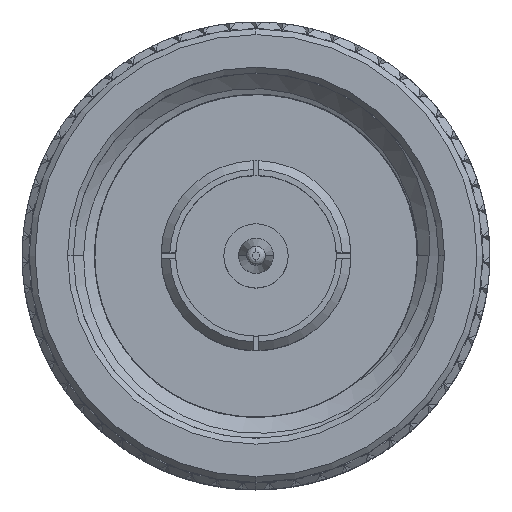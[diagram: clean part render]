
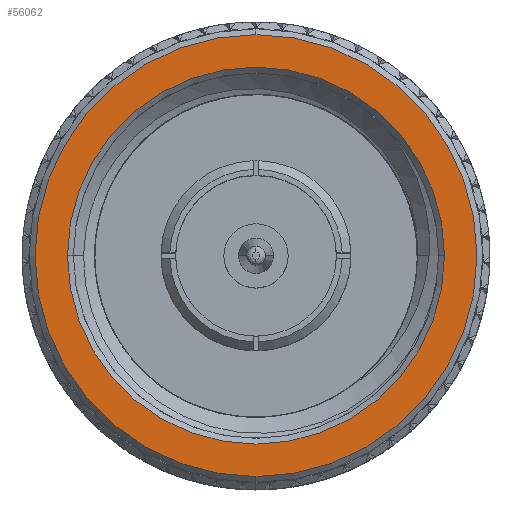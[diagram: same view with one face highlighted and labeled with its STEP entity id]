
A CAD part, top view. The second image highlights one B-rep face of the part: STEP entity #56062.
In plain terms, the highlighted face is planar.
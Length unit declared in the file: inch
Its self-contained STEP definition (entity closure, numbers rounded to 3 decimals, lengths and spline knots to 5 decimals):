
#912 = DIRECTION ( 'NONE',  ( -1., 0., 0. ) ) ;
#1434 = PLANE ( 'NONE',  #88508 ) ;
#2316 = CIRCLE ( 'NONE', #30985, 0.37809 ) ;
#2909 = CARTESIAN_POINT ( 'NONE',  ( 0., 0., 0. ) ) ;
#4798 = AXIS2_PLACEMENT_3D ( 'NONE', #23055, #13646, #59958 ) ;
#8695 = EDGE_CURVE ( 'NONE', #87916, #79419, #49365, .T. ) ;
#13646 = DIRECTION ( 'NONE',  ( 1., 0., 0. ) ) ;
#13948 = CARTESIAN_POINT ( 'NONE',  ( 0., -0.37809, 0. ) ) ;
#16015 = CARTESIAN_POINT ( 'NONE',  ( 0., 0., 0. ) ) ;
#18895 = EDGE_LOOP ( 'NONE', ( #64016, #85296 ) ) ;
#23055 = CARTESIAN_POINT ( 'NONE',  ( 0., 0., 0. ) ) ;
#23484 = CARTESIAN_POINT ( 'NONE',  ( 0., 0., -0.3225 ) ) ;
#23880 = FACE_BOUND ( 'NONE', #18895, .T. ) ;
#30985 = AXIS2_PLACEMENT_3D ( 'NONE', #16015, #54349, #77802 ) ;
#31859 = DIRECTION ( 'NONE',  ( 0., -1., 0. ) ) ;
#32721 = EDGE_LOOP ( 'NONE', ( #50448, #97836 ) ) ;
#34364 = CIRCLE ( 'NONE', #56652, 0.37809 ) ;
#41723 = DIRECTION ( 'NONE',  ( -1., 0., 0. ) ) ;
#47475 = EDGE_CURVE ( 'NONE', #57795, #65213, #2316, .T. ) ;
#49365 = CIRCLE ( 'NONE', #4798, 0.3225 ) ;
#50448 = ORIENTED_EDGE ( 'NONE', *, *, #87805, .T. ) ;
#52955 = CIRCLE ( 'NONE', #67280, 0.3225 ) ;
#54349 = DIRECTION ( 'NONE',  ( -1., 0., 0. ) ) ;
#56062 = ADVANCED_FACE ( 'NONE', ( #23880, #64587 ), #1434, .T. ) ;
#56652 = AXIS2_PLACEMENT_3D ( 'NONE', #2909, #912, #63697 ) ;
#57795 = VERTEX_POINT ( 'NONE', #13948 ) ;
#59958 = DIRECTION ( 'NONE',  ( 0., -1., 0. ) ) ;
#62662 = CARTESIAN_POINT ( 'NONE',  ( 0., 0., 0. ) ) ;
#63697 = DIRECTION ( 'NONE',  ( 0., -1., 0. ) ) ;
#64016 = ORIENTED_EDGE ( 'NONE', *, *, #8695, .T. ) ;
#64078 = CARTESIAN_POINT ( 'NONE',  ( 0., 0.38809, 0. ) ) ;
#64587 = FACE_OUTER_BOUND ( 'NONE', #32721, .T. ) ;
#65085 = EDGE_CURVE ( 'NONE', #79419, #87916, #52955, .T. ) ;
#65213 = VERTEX_POINT ( 'NONE', #90436 ) ;
#67280 = AXIS2_PLACEMENT_3D ( 'NONE', #62662, #76638, #85060 ) ;
#76638 = DIRECTION ( 'NONE',  ( 1., 0., 0. ) ) ;
#77802 = DIRECTION ( 'NONE',  ( 0., -1., 0. ) ) ;
#79419 = VERTEX_POINT ( 'NONE', #23484 ) ;
#81116 = CARTESIAN_POINT ( 'NONE',  ( 0., 0., 0.3225 ) ) ;
#85060 = DIRECTION ( 'NONE',  ( 0., -1., 0. ) ) ;
#85296 = ORIENTED_EDGE ( 'NONE', *, *, #65085, .T. ) ;
#87805 = EDGE_CURVE ( 'NONE', #65213, #57795, #34364, .T. ) ;
#87916 = VERTEX_POINT ( 'NONE', #81116 ) ;
#88508 = AXIS2_PLACEMENT_3D ( 'NONE', #64078, #41723, #31859 ) ;
#90436 = CARTESIAN_POINT ( 'NONE',  ( 0., 0.37809, 0. ) ) ;
#97836 = ORIENTED_EDGE ( 'NONE', *, *, #47475, .T. ) ;
